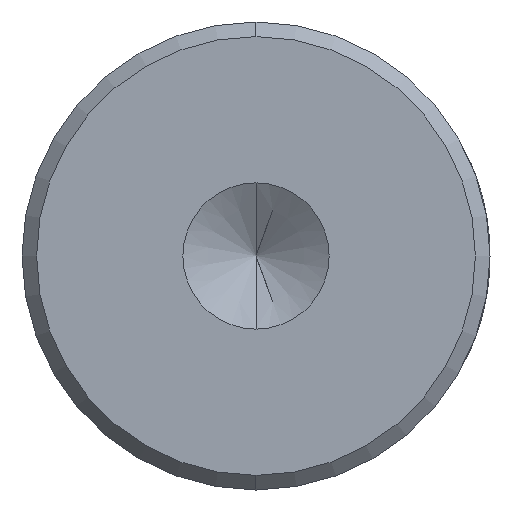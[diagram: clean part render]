
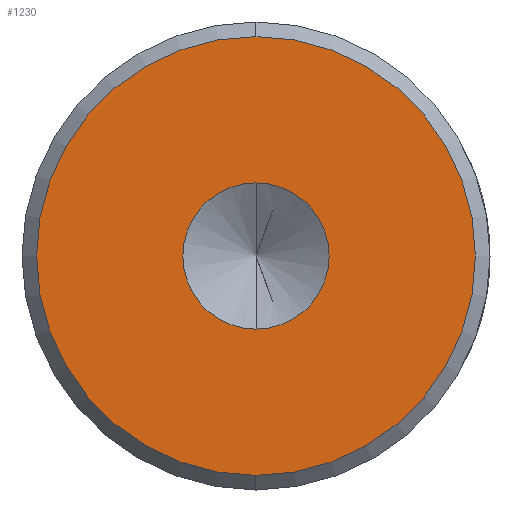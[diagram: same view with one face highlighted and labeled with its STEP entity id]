
A CAD part, left-side view. The second image highlights one B-rep face of the part: STEP entity #1230.
In plain terms, the highlighted planar face has unit normal (-1, 0, 0).
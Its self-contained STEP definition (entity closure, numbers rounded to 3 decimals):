
#6 = DIRECTION ( 'NONE',  ( -1., 0., 0. ) ) ;
#29 = CARTESIAN_POINT ( 'NONE',  ( 0., 0., 2.5 ) ) ;
#83 = CARTESIAN_POINT ( 'NONE',  ( 0., 0., 0. ) ) ;
#87 = AXIS2_PLACEMENT_3D ( 'NONE', #633, #6, #732 ) ;
#115 = CARTESIAN_POINT ( 'NONE',  ( 0., 0., -2.5 ) ) ;
#150 = VERTEX_POINT ( 'NONE', #115 ) ;
#192 = DIRECTION ( 'NONE',  ( 0., 0., 1. ) ) ;
#207 = CARTESIAN_POINT ( 'NONE',  ( 0., 0., 0. ) ) ;
#263 = CARTESIAN_POINT ( 'NONE',  ( 0., 0., -7.501 ) ) ;
#289 = EDGE_CURVE ( 'NONE', #382, #562, #916, .T. ) ;
#292 = EDGE_CURVE ( 'NONE', #1301, #150, #388, .T. ) ;
#307 = ORIENTED_EDGE ( 'NONE', *, *, #292, .F. ) ;
#314 = DIRECTION ( 'NONE',  ( 0., 0., 1. ) ) ;
#330 = CARTESIAN_POINT ( 'NONE',  ( 0., 0., 7.501 ) ) ;
#382 = VERTEX_POINT ( 'NONE', #263 ) ;
#388 = CIRCLE ( 'NONE', #810, 2.5 ) ;
#447 = PLANE ( 'NONE',  #672 ) ;
#489 = FACE_BOUND ( 'NONE', #972, .T. ) ;
#553 = CARTESIAN_POINT ( 'NONE',  ( 0., 0., 0. ) ) ;
#562 = VERTEX_POINT ( 'NONE', #330 ) ;
#600 = CIRCLE ( 'NONE', #616, 7.501 ) ;
#616 = AXIS2_PLACEMENT_3D ( 'NONE', #83, #815, #192 ) ;
#620 = ORIENTED_EDGE ( 'NONE', *, *, #1060, .F. ) ;
#625 = CARTESIAN_POINT ( 'NONE',  ( 0., 0., 0. ) ) ;
#633 = CARTESIAN_POINT ( 'NONE',  ( 0., 0., 0. ) ) ;
#664 = DIRECTION ( 'NONE',  ( 0., 0., 1. ) ) ;
#672 = AXIS2_PLACEMENT_3D ( 'NONE', #553, #1253, #664 ) ;
#725 = DIRECTION ( 'NONE',  ( 0., 0., 1. ) ) ;
#732 = DIRECTION ( 'NONE',  ( 0., 0., 1. ) ) ;
#735 = AXIS2_PLACEMENT_3D ( 'NONE', #625, #1316, #725 ) ;
#810 = AXIS2_PLACEMENT_3D ( 'NONE', #207, #925, #314 ) ;
#815 = DIRECTION ( 'NONE',  ( -1., 0., 0. ) ) ;
#863 = EDGE_CURVE ( 'NONE', #562, #382, #600, .T. ) ;
#864 = CIRCLE ( 'NONE', #87, 2.5 ) ;
#909 = ORIENTED_EDGE ( 'NONE', *, *, #863, .T. ) ;
#916 = CIRCLE ( 'NONE', #735, 7.501 ) ;
#925 = DIRECTION ( 'NONE',  ( -1., 0., 0. ) ) ;
#967 = EDGE_LOOP ( 'NONE', ( #1155, #909 ) ) ;
#972 = EDGE_LOOP ( 'NONE', ( #307, #620 ) ) ;
#1060 = EDGE_CURVE ( 'NONE', #150, #1301, #864, .T. ) ;
#1155 = ORIENTED_EDGE ( 'NONE', *, *, #289, .T. ) ;
#1230 = ADVANCED_FACE ( 'NONE', ( #1262, #489 ), #447, .T. ) ;
#1253 = DIRECTION ( 'NONE',  ( -1., 0., 0. ) ) ;
#1262 = FACE_OUTER_BOUND ( 'NONE', #967, .T. ) ;
#1301 = VERTEX_POINT ( 'NONE', #29 ) ;
#1316 = DIRECTION ( 'NONE',  ( -1., 0., 0. ) ) ;
